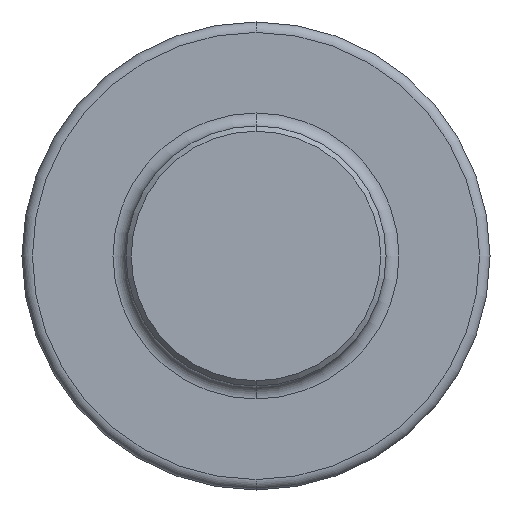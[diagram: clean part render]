
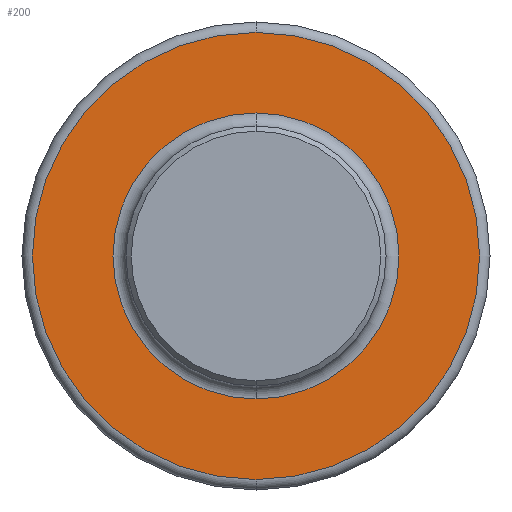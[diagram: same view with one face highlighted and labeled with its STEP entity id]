
A CAD part, front view. The second image highlights one B-rep face of the part: STEP entity #200.
In plain terms, the highlighted planar face has unit normal (0, -1, 0).
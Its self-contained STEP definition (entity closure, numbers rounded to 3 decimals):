
#5 = DIRECTION ( 'NONE',  ( 0., -1., 0. ) ) ;
#37 = FACE_OUTER_BOUND ( 'NONE', #41, .T. ) ;
#41 = EDGE_LOOP ( 'NONE', ( #615, #401 ) ) ;
#57 = AXIS2_PLACEMENT_3D ( 'NONE', #285, #522, #509 ) ;
#64 = CARTESIAN_POINT ( 'NONE',  ( 0., 0., 0. ) ) ;
#71 = EDGE_CURVE ( 'NONE', #570, #337, #292, .T. ) ;
#144 = AXIS2_PLACEMENT_3D ( 'NONE', #671, #296, #226 ) ;
#188 = DIRECTION ( 'NONE',  ( 0., -1., 0. ) ) ;
#200 = ADVANCED_FACE ( 'NONE', ( #640, #37 ), #441, .F. ) ;
#206 = EDGE_LOOP ( 'NONE', ( #605, #329 ) ) ;
#226 = DIRECTION ( 'NONE',  ( 0., 0., 1. ) ) ;
#243 = DIRECTION ( 'NONE',  ( 0., 0., 1. ) ) ;
#246 = AXIS2_PLACEMENT_3D ( 'NONE', #64, #5, #612 ) ;
#273 = DIRECTION ( 'NONE',  ( 0., 1., 0. ) ) ;
#285 = CARTESIAN_POINT ( 'NONE',  ( 0., 0., 0. ) ) ;
#292 = CIRCLE ( 'NONE', #385, 4.3 ) ;
#296 = DIRECTION ( 'NONE',  ( 0., 1., 0. ) ) ;
#300 = CARTESIAN_POINT ( 'NONE',  ( 0., 0., -4.3 ) ) ;
#304 = EDGE_CURVE ( 'NONE', #337, #570, #642, .T. ) ;
#315 = CARTESIAN_POINT ( 'NONE',  ( 0., 0., 0. ) ) ;
#329 = ORIENTED_EDGE ( 'NONE', *, *, #357, .T. ) ;
#336 = CIRCLE ( 'NONE', #57, 2.75 ) ;
#337 = VERTEX_POINT ( 'NONE', #574 ) ;
#353 = CARTESIAN_POINT ( 'NONE',  ( 0., 0., -2.75 ) ) ;
#357 = EDGE_CURVE ( 'NONE', #540, #651, #336, .T. ) ;
#368 = EDGE_CURVE ( 'NONE', #651, #540, #580, .T. ) ;
#385 = AXIS2_PLACEMENT_3D ( 'NONE', #672, #188, #243 ) ;
#401 = ORIENTED_EDGE ( 'NONE', *, *, #71, .T. ) ;
#438 = DIRECTION ( 'NONE',  ( 0., 0., 1. ) ) ;
#441 = PLANE ( 'NONE',  #681 ) ;
#509 = DIRECTION ( 'NONE',  ( 0., 0., 1. ) ) ;
#518 = CARTESIAN_POINT ( 'NONE',  ( 0., 0., 2.75 ) ) ;
#522 = DIRECTION ( 'NONE',  ( 0., 1., 0. ) ) ;
#540 = VERTEX_POINT ( 'NONE', #353 ) ;
#570 = VERTEX_POINT ( 'NONE', #300 ) ;
#574 = CARTESIAN_POINT ( 'NONE',  ( 0., 0., 4.3 ) ) ;
#580 = CIRCLE ( 'NONE', #144, 2.75 ) ;
#605 = ORIENTED_EDGE ( 'NONE', *, *, #368, .T. ) ;
#612 = DIRECTION ( 'NONE',  ( 0., 0., 1. ) ) ;
#615 = ORIENTED_EDGE ( 'NONE', *, *, #304, .T. ) ;
#640 = FACE_BOUND ( 'NONE', #206, .T. ) ;
#642 = CIRCLE ( 'NONE', #246, 4.3 ) ;
#651 = VERTEX_POINT ( 'NONE', #518 ) ;
#671 = CARTESIAN_POINT ( 'NONE',  ( 0., 0., 0. ) ) ;
#672 = CARTESIAN_POINT ( 'NONE',  ( 0., 0., 0. ) ) ;
#681 = AXIS2_PLACEMENT_3D ( 'NONE', #315, #273, #438 ) ;
